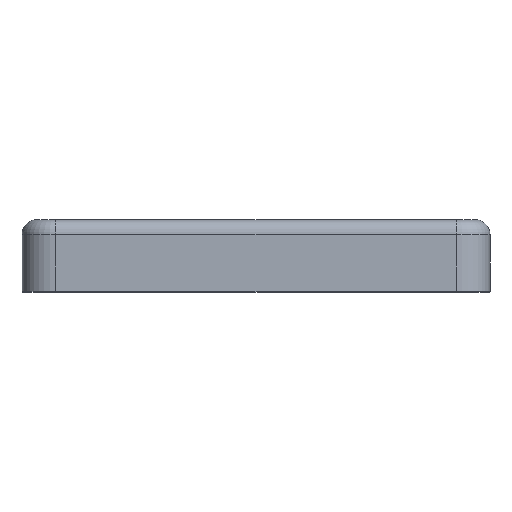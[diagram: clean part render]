
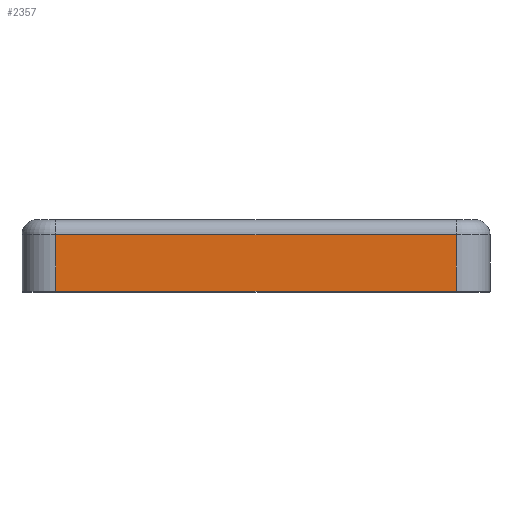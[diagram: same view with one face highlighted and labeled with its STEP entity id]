
A CAD part, top view. The second image highlights one B-rep face of the part: STEP entity #2357.
In plain terms, the highlighted planar face has unit normal (0, 0, 1).
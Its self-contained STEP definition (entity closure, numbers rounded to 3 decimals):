
#78 = DIRECTION ( 'NONE',  ( 0., -1., 0. ) ) ;
#140 = CARTESIAN_POINT ( 'NONE',  ( 14.8, -5.3, 20.1 ) ) ;
#174 = EDGE_CURVE ( 'NONE', #555, #2141, #1977, .T. ) ;
#209 = CARTESIAN_POINT ( 'NONE',  ( -14.8, -1.1, 20.1 ) ) ;
#238 = EDGE_CURVE ( 'NONE', #2153, #1396, #1287, .T. ) ;
#287 = VECTOR ( 'NONE', #2516, 1000. ) ;
#555 = VERTEX_POINT ( 'NONE', #987 ) ;
#637 = EDGE_CURVE ( 'NONE', #555, #2153, #1100, .T. ) ;
#692 = PLANE ( 'NONE',  #1214 ) ;
#731 = DIRECTION ( 'NONE',  ( 0., -1., 0. ) ) ;
#767 = CARTESIAN_POINT ( 'NONE',  ( 14.8, -1.1, 20.1 ) ) ;
#879 = EDGE_LOOP ( 'NONE', ( #1646, #1617, #1011, #1207 ) ) ;
#930 = LINE ( 'NONE', #1158, #1891 ) ;
#965 = CARTESIAN_POINT ( 'NONE',  ( -14.8, 0., 20.1 ) ) ;
#974 = CARTESIAN_POINT ( 'NONE',  ( -14.8, -5.3, 20.1 ) ) ;
#987 = CARTESIAN_POINT ( 'NONE',  ( -14.8, -1.1, 20.1 ) ) ;
#1011 = ORIENTED_EDGE ( 'NONE', *, *, #174, .F. ) ;
#1100 = LINE ( 'NONE', #1120, #2210 ) ;
#1120 = CARTESIAN_POINT ( 'NONE',  ( -14.8, 0., 20.1 ) ) ;
#1158 = CARTESIAN_POINT ( 'NONE',  ( 14.8, 0., 20.1 ) ) ;
#1207 = ORIENTED_EDGE ( 'NONE', *, *, #637, .T. ) ;
#1214 = AXIS2_PLACEMENT_3D ( 'NONE', #965, #2249, #1635 ) ;
#1287 = LINE ( 'NONE', #1296, #287 ) ;
#1296 = CARTESIAN_POINT ( 'NONE',  ( -14.8, -5.3, 20.1 ) ) ;
#1376 = FACE_OUTER_BOUND ( 'NONE', #879, .T. ) ;
#1396 = VERTEX_POINT ( 'NONE', #140 ) ;
#1617 = ORIENTED_EDGE ( 'NONE', *, *, #2615, .F. ) ;
#1635 = DIRECTION ( 'NONE',  ( 1., 0., 0. ) ) ;
#1646 = ORIENTED_EDGE ( 'NONE', *, *, #238, .T. ) ;
#1854 = DIRECTION ( 'NONE',  ( 1., 0., 0. ) ) ;
#1891 = VECTOR ( 'NONE', #731, 1000. ) ;
#1977 = LINE ( 'NONE', #209, #2669 ) ;
#2141 = VERTEX_POINT ( 'NONE', #767 ) ;
#2153 = VERTEX_POINT ( 'NONE', #974 ) ;
#2210 = VECTOR ( 'NONE', #78, 1000. ) ;
#2249 = DIRECTION ( 'NONE',  ( 0., 0., 1. ) ) ;
#2357 = ADVANCED_FACE ( 'NONE', ( #1376 ), #692, .T. ) ;
#2516 = DIRECTION ( 'NONE',  ( 1., 0., 0. ) ) ;
#2615 = EDGE_CURVE ( 'NONE', #2141, #1396, #930, .T. ) ;
#2669 = VECTOR ( 'NONE', #1854, 1000. ) ;
